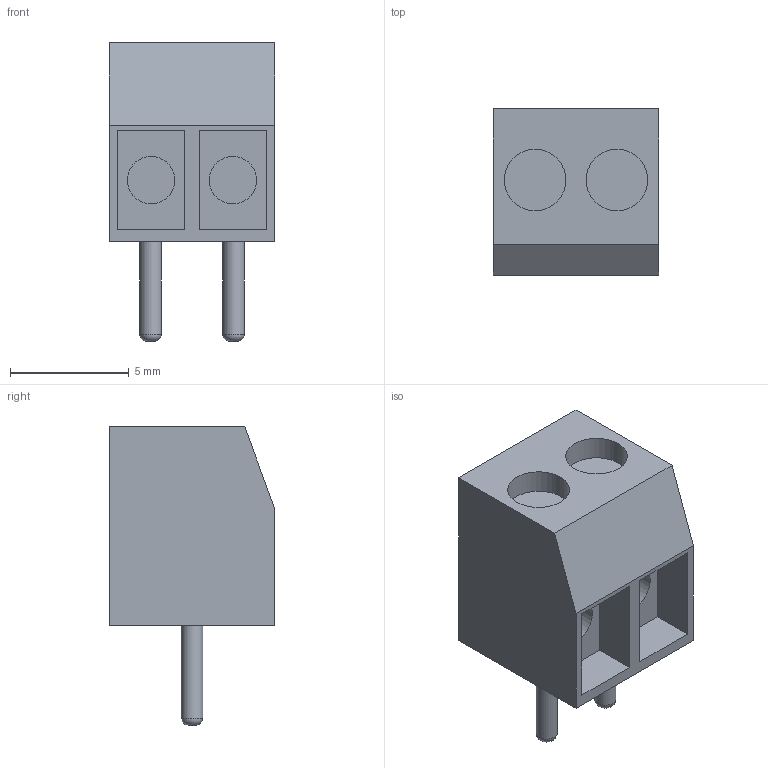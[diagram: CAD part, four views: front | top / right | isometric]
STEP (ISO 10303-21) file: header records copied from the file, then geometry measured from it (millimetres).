
FILE_DESCRIPTION(('HOOPS Exchange Step'),'2;1');
FILE_NAME('78e16fa498cdefeacadb4728649b0bfb20221206-1-13pss2e.SLDPRT.step','2022-12-06T17:31:05+00:00',('root'),('Unknown organisation'),'HOOPS Exchange 2021.0','HOOPS Exchange','Unknown authorisation');
FILE_SCHEMA( ('AUTOMOTIVE_DESIGN { 1 0 10303 214 1 1 1 1 }') );
Length unit declared in the file: millimetre
Products named in the file (2): Default; 78e16fa498cdefeacadb4728649b0bfb20221206-1-13pss2e
Assembly tree (1 placements, depth 2):
  78e16fa498cdefeacadb4728649b0bfb20221206-1-13pss2e
    Default
Bounding box: 7 x 7 x 12.6 mm (x, y, z)
Volume: 321.1 mm3; surface area: 464.2 mm2
Topology: 1 solids, 1 shells, 31 faces, 66 edges, 45 vertices
Faces by surface type: plane 23, cylinder 6, torus 2
Full cylindrical faces by diameter (mm): 0.9 x2, 2 x2, 2.6 x2
Entity records: 913 total; most frequent: DIRECTION 155, CARTESIAN_POINT 145, ORIENTED_EDGE 132, EDGE_CURVE 66, AXIS2_PLACEMENT_3D 55, VERTEX_POINT 45, VECTOR 45, LINE 45
